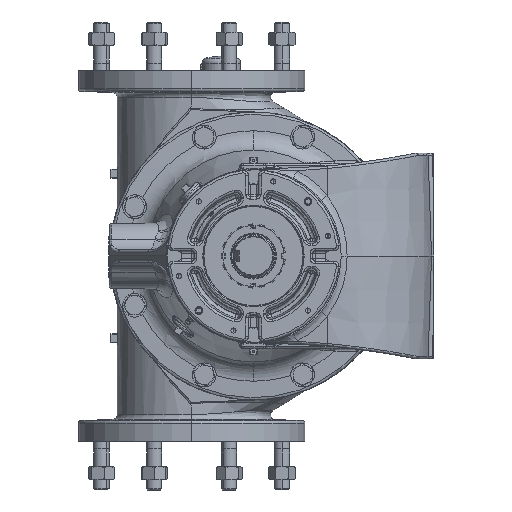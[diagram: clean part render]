
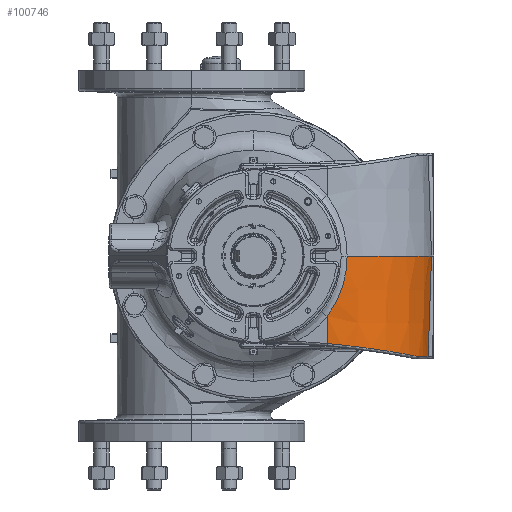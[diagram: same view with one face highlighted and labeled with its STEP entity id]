
A CAD part, left-side view. The second image highlights one B-rep face of the part: STEP entity #100746.
In plain terms, the highlighted conical face has half-angle 2 degrees and reference radius 124.46 mm.
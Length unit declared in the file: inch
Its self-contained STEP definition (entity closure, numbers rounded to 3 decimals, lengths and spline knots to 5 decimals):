
#1702 = VERTEX_POINT ( 'NONE', #82932 ) ;
#3231 = CARTESIAN_POINT ( 'NONE',  ( -8.5, -3.59, -5. ) ) ;
#3463 = CARTESIAN_POINT ( 'NONE',  ( -8.69594, -8.49013, -4.88419 ) ) ;
#3972 = DIRECTION ( 'NONE',  ( 0., 0., -1. ) ) ;
#8649 = ORIENTED_EDGE ( 'NONE', *, *, #244096, .F. ) ;
#13223 = CARTESIAN_POINT ( 'NONE',  ( -13.14076, -5.22427, -4.43383 ) ) ;
#14280 = EDGE_CURVE ( 'Defeatured_0_950+Defeatured_0_1168+Defeatured_0_949+Defeatured_0_1159', #1702, #214343, #37005, .T. ) ;
#14787 = CARTESIAN_POINT ( 'NONE',  ( -13.03678, -5.49334, -4.46926 ) ) ;
#17583 = AXIS2_PLACEMENT_3D ( 'NONE', #281001, #257284, #40161 ) ;
#20807 = ORIENTED_EDGE ( 'NONE', *, *, #14280, .F. ) ;
#24505 = CARTESIAN_POINT ( 'NONE',  ( -13.46466, -4.44924, -1.03747 ) ) ;
#27461 = CARTESIAN_POINT ( 'NONE',  ( -8.69594, -8.49013, -4.88419 ) ) ;
#35374 = CARTESIAN_POINT ( 'NONE',  ( -12.53846, -6.39198, -4.6002 ) ) ;
#36923 = CARTESIAN_POINT ( 'NONE',  ( -10.62452, -8.00996, -4.88419 ) ) ;
#37005 = B_SPLINE_CURVE_WITH_KNOTS ( 'NONE', 3,
 ( #151129, #272942, #79681, #27461 ),
 .UNSPECIFIED., .F., .F.,
 ( 4, 4 ),
 ( 0., 0.1242 ),
 .UNSPECIFIED. ) ;
#38464 = CARTESIAN_POINT ( 'NONE',  ( -12.32945, -6.66743, -4.64421 ) ) ;
#40161 = DIRECTION ( 'NONE',  ( 0., 1., 0. ) ) ;
#48226 = CARTESIAN_POINT ( 'NONE',  ( -13.46805, -4.33069, -1.48015 ) ) ;
#52299 = ORIENTED_EDGE ( 'NONE', *, *, #60844, .F. ) ;
#58013 = CARTESIAN_POINT ( 'NONE',  ( -13.42604, -3.59, -4.25426 ) ) ;
#60844 = EDGE_CURVE ( 'Defeatured_0_1167+Defeatured_0_1168+Defeatured_0_1377+Defeatured_0_949', #223678, #1702, #215112, .T. ) ;
#64288 = AXIS2_PLACEMENT_3D ( 'NONE', #3231, #290015, #215660 ) ;
#65283 = VERTEX_POINT ( 'NONE', #198384 ) ;
#71032 = CARTESIAN_POINT ( 'NONE',  ( -13.4, -3.59, -5. ) ) ;
#71944 = CARTESIAN_POINT ( 'NONE',  ( -13.46815, -4.53026, -0.52327 ) ) ;
#79681 = CARTESIAN_POINT ( 'NONE',  ( -8.75065, -8.54484, -3.25615 ) ) ;
#82932 = CARTESIAN_POINT ( 'NONE',  ( -8.86029, -8.6518, 0. ) ) ;
#94259 = CARTESIAN_POINT ( 'NONE',  ( -13.46639, -4.51528, -0.65263 ) ) ;
#100746 = ADVANCED_FACE ( 'Defeatured_0_1168', ( #293127 ), #266760, .T. ) ;
#105337 = DIRECTION ( 'NONE',  ( 1., 0., 0. ) ) ;
#109915 = CARTESIAN_POINT ( 'NONE',  ( -12.6031, -6.29735, -4.58551 ) ) ;
#110575 = VERTEX_POINT ( 'NONE', #119016 ) ;
#111452 = CARTESIAN_POINT ( 'NONE',  ( -13.40813, -4.05202, -4.29817 ) ) ;
#114544 = CARTESIAN_POINT ( 'NONE',  ( -11.1336, -7.73071, -4.83068 ) ) ;
#118060 = CARTESIAN_POINT ( 'NONE',  ( -13.47587, -3.66763, -2.82743 ) ) ;
#119016 = CARTESIAN_POINT ( 'NONE',  ( -10.62452, -8.00996, -4.88419 ) ) ;
#121233 = CARTESIAN_POINT ( 'NONE',  ( -13.46465, -4.47477, -0.90973 ) ) ;
#123469 = DIRECTION ( 'NONE',  ( 0.035, 0., -0.999 ) ) ;
#125748 = EDGE_CURVE ( 'Defeatured_0_1168+Defeatured_0_1378+Defeatured_0_1379+Defeatured_0_1161', #65283, #246366, #286566, .T. ) ;
#132148 = CARTESIAN_POINT ( 'NONE',  ( -12.78657, -6.00758, -4.54154 ) ) ;
#133711 = CARTESIAN_POINT ( 'NONE',  ( -11.03445, -7.79168, -4.8422 ) ) ;
#135278 = CARTESIAN_POINT ( 'NONE',  ( -11.94549, -7.09546, -4.7158 ) ) ;
#144977 = CARTESIAN_POINT ( 'NONE',  ( -13.47954, -3.87958, -2.49498 ) ) ;
#146567 = CARTESIAN_POINT ( 'NONE',  ( -13.47203, -4.22704, -1.79296 ) ) ;
#148709 = B_SPLINE_CURVE_WITH_KNOTS ( 'NONE', 3,
 ( #309649, #118060, #311229, #144977, #241592, #149705, #146567, #48226, #289067, #243168, #167149, #24505, #121233, #94259, #71944, #171793, #290641, #217858 ),
 .UNSPECIFIED., .F., .F.,
 ( 4, 2, 2, 2, 2, 2, 2, 2, 4 ),
 ( 0., 0.01005, 0.02009, 0.04018, 0.0452, 0.05023, 0.06027, 0.07032, 0.08036 ),
 .UNSPECIFIED. ) ;
#149705 = CARTESIAN_POINT ( 'NONE',  ( -13.47638, -4.12473, -2.03363 ) ) ;
#151129 = CARTESIAN_POINT ( 'NONE',  ( -8.86029, -8.6518, 0. ) ) ;
#154746 = B_SPLINE_CURVE_WITH_KNOTS ( 'NONE', 3,
 ( #36923, #257155, #205013, #133711, #114544, #187367, #184247, #135278, #181165, #283971, #38464, #155914, #252507, #35374, #109915, #132148, #301509, #14787, #230296, #13223, #303074, #182710, #279323, #231849, #160547, #111452, #280881, #58013 ),
 .UNSPECIFIED., .F., .F.,
 ( 4, 2, 2, 2, 2, 2, 2, 2, 2, 2, 2, 2, 2, 4 ),
 ( 0., 0.00888, 0.01777, 0.03553, 0.0533, 0.05774, 0.06218, 0.07106, 0.08883, 0.09771, 0.10215, 0.1066, 0.12436, 0.14213 ),
 .UNSPECIFIED. ) ;
#155914 = CARTESIAN_POINT ( 'NONE',  ( -12.40121, -6.57678, -4.62955 ) ) ;
#159072 = EDGE_CURVE ( 'Defeatured_0_1160+Defeatured_0_1168+Defeatured_0_1159+Defeatured_0_1161', #214343, #110575, #238623, .T. ) ;
#160547 = CARTESIAN_POINT ( 'NONE',  ( -13.34241, -4.5052, -4.34662 ) ) ;
#167149 = CARTESIAN_POINT ( 'NONE',  ( -13.46564, -4.403, -1.22786 ) ) ;
#167608 = EDGE_CURVE ( 'Defeatured_0_1379+Defeatured_0_1168+Defeatured_0_1506+Defeatured_0_1377', #65283, #223678, #148709, .T. ) ;
#171793 = CARTESIAN_POINT ( 'NONE',  ( -13.47374, -4.54941, -0.26289 ) ) ;
#173135 = CARTESIAN_POINT ( 'NONE',  ( -13.42604, -3.59, -4.25426 ) ) ;
#181165 = CARTESIAN_POINT ( 'NONE',  ( -12.10582, -6.93189, -4.68774 ) ) ;
#182710 = CARTESIAN_POINT ( 'NONE',  ( -13.19618, -5.05987, -4.41296 ) ) ;
#184247 = CARTESIAN_POINT ( 'NONE',  ( -11.60368, -7.39899, -4.76938 ) ) ;
#187367 = CARTESIAN_POINT ( 'NONE',  ( -11.42221, -7.53896, -4.79491 ) ) ;
#188544 = ORIENTED_EDGE ( 'NONE', *, *, #125748, .T. ) ;
#198384 = CARTESIAN_POINT ( 'NONE',  ( -13.47215, -3.59, -2.93394 ) ) ;
#205013 = CARTESIAN_POINT ( 'NONE',  ( -10.83249, -7.90619, -4.86406 ) ) ;
#211283 = VECTOR ( 'NONE', #123469, 39.37008 ) ;
#214343 = VERTEX_POINT ( 'NONE', #3463 ) ;
#215112 = CIRCLE ( 'NONE', #17583, 5.0746 ) ;
#215660 = DIRECTION ( 'NONE',  ( 1., 0., 0. ) ) ;
#217858 = CARTESIAN_POINT ( 'NONE',  ( -13.48257, -4.55208, 0. ) ) ;
#221109 = CARTESIAN_POINT ( 'NONE',  ( -8.5, -3.59, -4.88419 ) ) ;
#223678 = VERTEX_POINT ( 'NONE', #274264 ) ;
#230296 = CARTESIAN_POINT ( 'NONE',  ( -13.08053, -5.38693, -4.455 ) ) ;
#231849 = CARTESIAN_POINT ( 'NONE',  ( -13.29386, -4.7289, -4.37232 ) ) ;
#238623 = CIRCLE ( 'NONE', #309292, 4.90404 ) ;
#241592 = CARTESIAN_POINT ( 'NONE',  ( -13.47922, -3.94425, -2.38131 ) ) ;
#243168 = CARTESIAN_POINT ( 'NONE',  ( -13.46612, -4.38626, -1.29112 ) ) ;
#244096 = EDGE_CURVE ( 'Defeatured_0_1161+Defeatured_0_1168+Defeatured_0_1160+Defeatured_0_1230', #110575, #246366, #154746, .T. ) ;
#246366 = VERTEX_POINT ( 'NONE', #173135 ) ;
#252507 = CARTESIAN_POINT ( 'NONE',  ( -12.43619, -6.53095, -4.62222 ) ) ;
#257155 = CARTESIAN_POINT ( 'NONE',  ( -10.72952, -7.95987, -4.87443 ) ) ;
#257284 = DIRECTION ( 'NONE',  ( 0., 0., 1. ) ) ;
#266760 = CONICAL_SURFACE ( 'NONE', #64288, 4.9, 0.035 ) ;
#272942 = CARTESIAN_POINT ( 'NONE',  ( -8.80544, -8.5987, -1.62809 ) ) ;
#274264 = CARTESIAN_POINT ( 'NONE',  ( -13.48257, -4.55208, 0. ) ) ;
#279323 = CARTESIAN_POINT ( 'NONE',  ( -13.21329, -5.00486, -4.40612 ) ) ;
#280881 = CARTESIAN_POINT ( 'NONE',  ( -13.4253, -3.82253, -4.27542 ) ) ;
#281001 = CARTESIAN_POINT ( 'NONE',  ( -8.5, -3.59, 0. ) ) ;
#283971 = CARTESIAN_POINT ( 'NONE',  ( -12.29269, -6.71222, -4.65153 ) ) ;
#286566 = LINE ( 'NONE', #71032, #211283 ) ;
#289067 = CARTESIAN_POINT ( 'NONE',  ( -13.46732, -4.35012, -1.41724 ) ) ;
#290015 = DIRECTION ( 'NONE',  ( 0., 0., 1. ) ) ;
#290641 = CARTESIAN_POINT ( 'NONE',  ( -13.47759, -4.55358, -0.13188 ) ) ;
#292865 = EDGE_LOOP ( 'NONE', ( #188544, #8649, #302841, #20807, #52299, #307086 ) ) ;
#293127 = FACE_OUTER_BOUND ( 'NONE', #292865, .T. ) ;
#301509 = CARTESIAN_POINT ( 'NONE',  ( -12.89503, -5.80662, -4.51236 ) ) ;
#302841 = ORIENTED_EDGE ( 'NONE', *, *, #159072, .F. ) ;
#303074 = CARTESIAN_POINT ( 'NONE',  ( -13.15994, -5.16952, -4.42681 ) ) ;
#307086 = ORIENTED_EDGE ( 'NONE', *, *, #167608, .F. ) ;
#309292 = AXIS2_PLACEMENT_3D ( 'NONE', #221109, #3972, #105337 ) ;
#309649 = CARTESIAN_POINT ( 'NONE',  ( -13.47215, -3.59, -2.93394 ) ) ;
#311229 = CARTESIAN_POINT ( 'NONE',  ( -13.47787, -3.74134, -2.71794 ) ) ;
